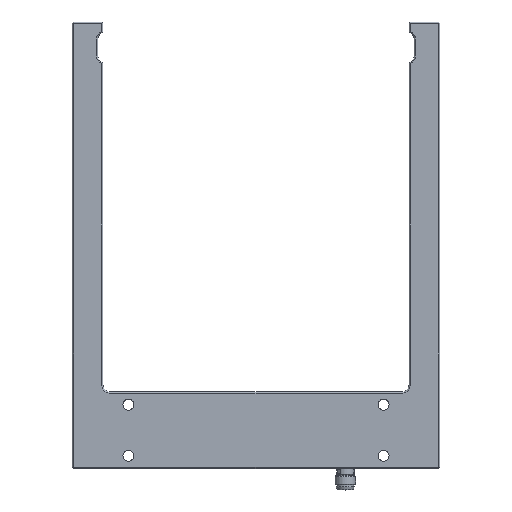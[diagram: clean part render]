
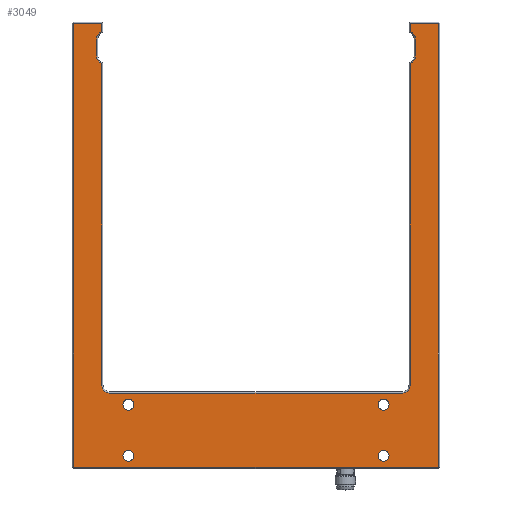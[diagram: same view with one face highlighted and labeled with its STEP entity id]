
A CAD part, top view. The second image highlights one B-rep face of the part: STEP entity #3049.
In plain terms, the highlighted planar face has unit normal (0, 0, 1).
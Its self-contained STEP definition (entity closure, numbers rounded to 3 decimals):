
#110=LINE('',#4763,#331);
#115=LINE('',#4771,#336);
#119=LINE('',#4779,#340);
#122=LINE('',#4784,#343);
#135=LINE('',#4809,#356);
#147=LINE('',#4838,#368);
#149=LINE('',#4853,#370);
#152=LINE('',#4863,#373);
#156=LINE('',#4880,#377);
#160=LINE('',#4891,#381);
#163=LINE('',#4907,#384);
#166=LINE('',#4915,#387);
#331=VECTOR('',#3739,11.);
#336=VECTOR('',#3748,174.);
#340=VECTOR('',#3754,143.);
#343=VECTOR('',#3759,174.);
#356=VECTOR('',#3788,11.);
#368=VECTOR('',#3818,3.166);
#370=VECTOR('',#3828,6.343);
#373=VECTOR('',#3839,125.666);
#377=VECTOR('',#3851,114.);
#381=VECTOR('',#3863,125.666);
#384=VECTOR('',#3874,6.343);
#387=VECTOR('',#3885,3.166);
#605=PLANE('',#3320);
#660=FACE_BOUND('',#1040,.T.);
#661=FACE_BOUND('',#1041,.T.);
#662=FACE_BOUND('',#1042,.T.);
#663=FACE_BOUND('',#1043,.T.);
#820=FACE_OUTER_BOUND('',#1039,.T.);
#1039=EDGE_LOOP('',(#2377,#2378,#2379,#2380,#2381,#2382,#2383,#2384,#2385,
#2386,#2387,#2388,#2389,#2390,#2391,#2392,#2393,#2394));
#1040=EDGE_LOOP('',(#2395));
#1041=EDGE_LOOP('',(#2396));
#1042=EDGE_LOOP('',(#2397));
#1043=EDGE_LOOP('',(#2398));
#1175=CIRCLE('',#3194,2.15);
#1177=CIRCLE('',#3197,2.15);
#1179=CIRCLE('',#3200,2.15);
#1181=CIRCLE('',#3203,2.15);
#1192=CIRCLE('',#3261,3.5);
#1194=CIRCLE('',#3265,3.5);
#1196=CIRCLE('',#3269,3.5);
#1198=CIRCLE('',#3273,3.5);
#1200=CIRCLE('',#3277,3.5);
#1202=CIRCLE('',#3281,3.5);
#1300=VERTEX_POINT('',#4573);
#1302=VERTEX_POINT('',#4578);
#1304=VERTEX_POINT('',#4583);
#1306=VERTEX_POINT('',#4588);
#1371=VERTEX_POINT('',#4758);
#1372=VERTEX_POINT('',#4761);
#1373=VERTEX_POINT('',#4769);
#1376=VERTEX_POINT('',#4777);
#1377=VERTEX_POINT('',#4782);
#1380=VERTEX_POINT('',#4806);
#1385=VERTEX_POINT('',#4833);
#1386=VERTEX_POINT('',#4840);
#1387=VERTEX_POINT('',#4841);
#1390=VERTEX_POINT('',#4852);
#1392=VERTEX_POINT('',#4861);
#1393=VERTEX_POINT('',#4862);
#1396=VERTEX_POINT('',#4873);
#1398=VERTEX_POINT('',#4879);
#1400=VERTEX_POINT('',#4885);
#1402=VERTEX_POINT('',#4894);
#1403=VERTEX_POINT('',#4895);
#1406=VERTEX_POINT('',#4906);
#1564=EDGE_CURVE('',#1300,#1300,#1175,.T.);
#1566=EDGE_CURVE('',#1302,#1302,#1177,.T.);
#1568=EDGE_CURVE('',#1304,#1304,#1179,.T.);
#1570=EDGE_CURVE('',#1306,#1306,#1181,.T.);
#1653=EDGE_CURVE('',#1372,#1371,#110,.T.);
#1658=EDGE_CURVE('',#1373,#1372,#115,.T.);
#1662=EDGE_CURVE('',#1376,#1373,#119,.T.);
#1665=EDGE_CURVE('',#1377,#1376,#122,.T.);
#1678=EDGE_CURVE('',#1380,#1377,#135,.T.);
#1691=EDGE_CURVE('',#1385,#1380,#147,.T.);
#1692=EDGE_CURVE('',#1386,#1387,#1192,.T.);
#1696=EDGE_CURVE('',#1387,#1390,#149,.T.);
#1699=EDGE_CURVE('',#1390,#1385,#1194,.T.);
#1701=EDGE_CURVE('',#1392,#1393,#152,.T.);
#1705=EDGE_CURVE('',#1393,#1396,#1196,.T.);
#1708=EDGE_CURVE('',#1396,#1398,#156,.T.);
#1711=EDGE_CURVE('',#1398,#1400,#1198,.T.);
#1714=EDGE_CURVE('',#1400,#1386,#160,.T.);
#1716=EDGE_CURVE('',#1402,#1403,#1200,.T.);
#1720=EDGE_CURVE('',#1403,#1406,#163,.T.);
#1723=EDGE_CURVE('',#1406,#1392,#1202,.T.);
#1725=EDGE_CURVE('',#1371,#1402,#166,.T.);
#2377=ORIENTED_EDGE('',*,*,#1725,.F.);
#2378=ORIENTED_EDGE('',*,*,#1653,.F.);
#2379=ORIENTED_EDGE('',*,*,#1658,.F.);
#2380=ORIENTED_EDGE('',*,*,#1662,.F.);
#2381=ORIENTED_EDGE('',*,*,#1665,.F.);
#2382=ORIENTED_EDGE('',*,*,#1678,.F.);
#2383=ORIENTED_EDGE('',*,*,#1691,.F.);
#2384=ORIENTED_EDGE('',*,*,#1699,.F.);
#2385=ORIENTED_EDGE('',*,*,#1696,.F.);
#2386=ORIENTED_EDGE('',*,*,#1692,.F.);
#2387=ORIENTED_EDGE('',*,*,#1714,.F.);
#2388=ORIENTED_EDGE('',*,*,#1711,.F.);
#2389=ORIENTED_EDGE('',*,*,#1708,.F.);
#2390=ORIENTED_EDGE('',*,*,#1705,.F.);
#2391=ORIENTED_EDGE('',*,*,#1701,.F.);
#2392=ORIENTED_EDGE('',*,*,#1723,.F.);
#2393=ORIENTED_EDGE('',*,*,#1720,.F.);
#2394=ORIENTED_EDGE('',*,*,#1716,.F.);
#2395=ORIENTED_EDGE('',*,*,#1570,.T.);
#2396=ORIENTED_EDGE('',*,*,#1568,.T.);
#2397=ORIENTED_EDGE('',*,*,#1566,.T.);
#2398=ORIENTED_EDGE('',*,*,#1564,.T.);
#3049=ADVANCED_FACE('',(#820,#660,#661,#662,#663),#605,.T.);
#3194=AXIS2_PLACEMENT_3D('',#4574,#3577,#3578);
#3197=AXIS2_PLACEMENT_3D('',#4579,#3583,#3584);
#3200=AXIS2_PLACEMENT_3D('',#4584,#3589,#3590);
#3203=AXIS2_PLACEMENT_3D('',#4589,#3595,#3596);
#3261=AXIS2_PLACEMENT_3D('',#4842,#3821,#3822);
#3265=AXIS2_PLACEMENT_3D('',#4858,#3833,#3834);
#3269=AXIS2_PLACEMENT_3D('',#4874,#3844,#3845);
#3273=AXIS2_PLACEMENT_3D('',#4886,#3856,#3857);
#3277=AXIS2_PLACEMENT_3D('',#4896,#3867,#3868);
#3281=AXIS2_PLACEMENT_3D('',#4912,#3879,#3880);
#3320=AXIS2_PLACEMENT_3D('',#5018,#3991,#3992);
#3577=DIRECTION('center_axis',(0.,0.,-1.));
#3578=DIRECTION('ref_axis',(1.,0.,0.));
#3583=DIRECTION('center_axis',(0.,0.,-1.));
#3584=DIRECTION('ref_axis',(1.,0.,0.));
#3589=DIRECTION('center_axis',(0.,0.,-1.));
#3590=DIRECTION('ref_axis',(1.,0.,0.));
#3595=DIRECTION('center_axis',(0.,0.,-1.));
#3596=DIRECTION('ref_axis',(1.,0.,0.));
#3739=DIRECTION('',(1.,0.,0.));
#3748=DIRECTION('',(0.,1.,0.));
#3754=DIRECTION('',(-1.,0.,0.));
#3759=DIRECTION('',(0.,-1.,0.));
#3788=DIRECTION('',(1.,0.,0.));
#3818=DIRECTION('',(0.,1.,0.));
#3821=DIRECTION('center_axis',(0.,0.,1.));
#3822=DIRECTION('ref_axis',(0.333,-0.943,0.));
#3828=DIRECTION('',(0.,1.,0.));
#3833=DIRECTION('center_axis',(0.,0.,1.));
#3834=DIRECTION('ref_axis',(0.333,0.943,0.));
#3839=DIRECTION('',(0.,-1.,0.));
#3844=DIRECTION('center_axis',(0.,0.,1.));
#3845=DIRECTION('ref_axis',(-0.707,-0.707,0.));
#3851=DIRECTION('',(1.,0.,0.));
#3856=DIRECTION('center_axis',(0.,0.,1.));
#3857=DIRECTION('ref_axis',(0.707,-0.707,0.));
#3863=DIRECTION('',(0.,1.,0.));
#3867=DIRECTION('center_axis',(0.,0.,1.));
#3868=DIRECTION('ref_axis',(-0.333,0.943,0.));
#3874=DIRECTION('',(0.,-1.,0.));
#3879=DIRECTION('center_axis',(0.,0.,1.));
#3880=DIRECTION('ref_axis',(-0.333,-0.943,0.));
#3885=DIRECTION('',(0.,-1.,0.));
#3991=DIRECTION('center_axis',(0.,0.,1.));
#3992=DIRECTION('ref_axis',(1.,0.,0.));
#4573=CARTESIAN_POINT('',(124.15,25.,12.));
#4574=CARTESIAN_POINT('Origin',(122.,25.,12.));
#4578=CARTESIAN_POINT('',(24.15,5.,12.));
#4579=CARTESIAN_POINT('Origin',(22.,5.,12.));
#4583=CARTESIAN_POINT('',(24.15,25.,12.));
#4584=CARTESIAN_POINT('Origin',(22.,25.,12.));
#4588=CARTESIAN_POINT('',(124.15,5.,12.));
#4589=CARTESIAN_POINT('Origin',(122.,5.,12.));
#4758=CARTESIAN_POINT('',(11.5,174.5,12.));
#4761=CARTESIAN_POINT('',(0.5,174.5,12.));
#4763=CARTESIAN_POINT('',(36.,174.5,12.));
#4769=CARTESIAN_POINT('',(0.5,0.5,12.));
#4771=CARTESIAN_POINT('',(0.5,43.75,12.));
#4777=CARTESIAN_POINT('',(143.5,0.5,12.));
#4779=CARTESIAN_POINT('',(108.,0.5,12.));
#4782=CARTESIAN_POINT('',(143.5,174.5,12.));
#4784=CARTESIAN_POINT('',(143.5,131.25,12.));
#4806=CARTESIAN_POINT('',(132.5,174.5,12.));
#4809=CARTESIAN_POINT('',(36.,174.5,12.));
#4833=CARTESIAN_POINT('',(132.5,171.334,12.));
#4838=CARTESIAN_POINT('',(132.5,58.75,12.));
#4840=CARTESIAN_POINT('',(132.5,158.666,12.));
#4841=CARTESIAN_POINT('',(134.5,161.828,12.));
#4842=CARTESIAN_POINT('Origin',(131.,161.828,12.));
#4852=CARTESIAN_POINT('',(134.5,168.172,12.));
#4853=CARTESIAN_POINT('',(134.5,123.25,12.));
#4858=CARTESIAN_POINT('Origin',(131.,168.172,12.));
#4861=CARTESIAN_POINT('',(11.5,158.666,12.));
#4862=CARTESIAN_POINT('',(11.5,33.,12.));
#4863=CARTESIAN_POINT('',(11.5,131.25,12.));
#4873=CARTESIAN_POINT('',(15.,29.5,12.));
#4874=CARTESIAN_POINT('Origin',(15.,33.,12.));
#4879=CARTESIAN_POINT('',(129.,29.5,12.));
#4880=CARTESIAN_POINT('',(42.,29.5,12.));
#4885=CARTESIAN_POINT('',(132.5,33.,12.));
#4886=CARTESIAN_POINT('Origin',(129.,33.,12.));
#4891=CARTESIAN_POINT('',(132.5,58.75,12.));
#4894=CARTESIAN_POINT('',(11.5,171.334,12.));
#4895=CARTESIAN_POINT('',(9.5,168.172,12.));
#4896=CARTESIAN_POINT('Origin',(13.,168.172,12.));
#4906=CARTESIAN_POINT('',(9.5,161.828,12.));
#4907=CARTESIAN_POINT('',(9.5,129.25,12.));
#4912=CARTESIAN_POINT('Origin',(13.,161.828,12.));
#4915=CARTESIAN_POINT('',(11.5,131.25,12.));
#5018=CARTESIAN_POINT('Origin',(72.,87.5,12.));
